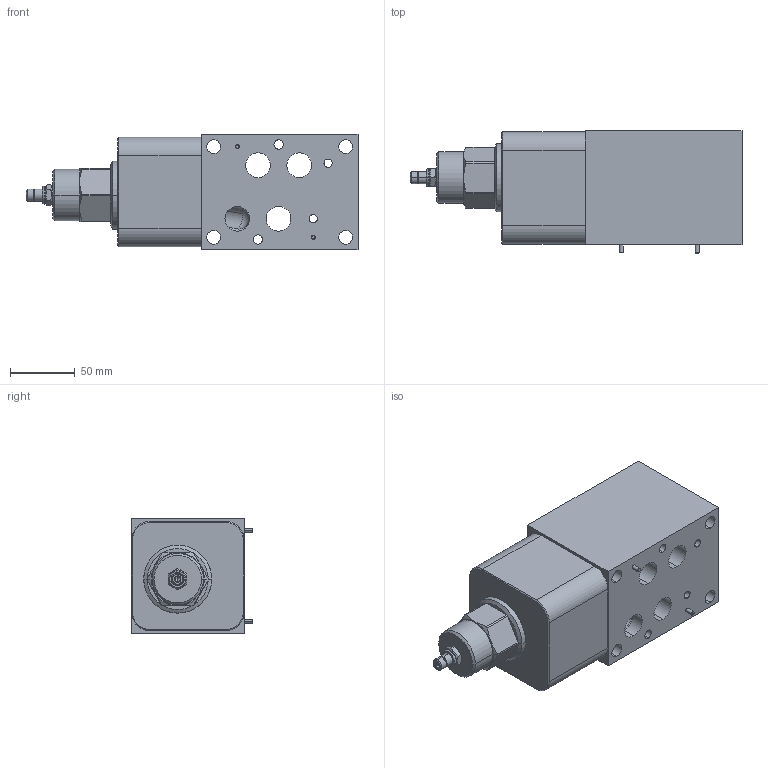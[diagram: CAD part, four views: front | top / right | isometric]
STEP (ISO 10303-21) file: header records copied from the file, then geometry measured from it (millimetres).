
FILE_DESCRIPTION((''),'2;1');
FILE_NAME('RPKCLAN-DKV_ASM','2022-05-17T',('ProEService'),(''),'PRO/ENGINEER BY PARAMETRIC TECHNOLOGY CORPORATION, 2014200','PRO/ENGINEER BY PARAMETRIC TECHNOLOGY CORPORATION, 2014200','');
FILE_SCHEMA(('CONFIG_CONTROL_DESIGN'));
Length unit declared in the file: inch
Products named in the file (7): 151-840; RPKCLAN; 811-001-006; 500-001-111; 500-001-118; 700-006; RPKCLAN-DKV_ASM
Assembly tree (11 placements, depth 2):
  RPKCLAN-DKV_ASM
    151-840
    RPKCLAN
    811-001-006  x2
    500-001-111  x2
    500-001-118  x4
    700-006
Bounding box: 255.55 x 93.85 x 88.9 mm (x, y, z)
Volume: 1289593.1 mm3; surface area: 154201.2 mm2
Topology: 6 solids, 6 shells, 302 faces, 910 edges, 740 vertices
Faces by surface type: cylinder 109, plane 101, cone 61, torus 21, revolution 8, sphere 2
Entity records: 11371 total; most frequent: CARTESIAN_POINT 3435, DIRECTION 1731, ORIENTED_EDGE 1374, EDGE_CURVE 687, AXIS2_PLACEMENT_3D 636, VECTOR 451, LINE 451, VERTEX_POINT 438
